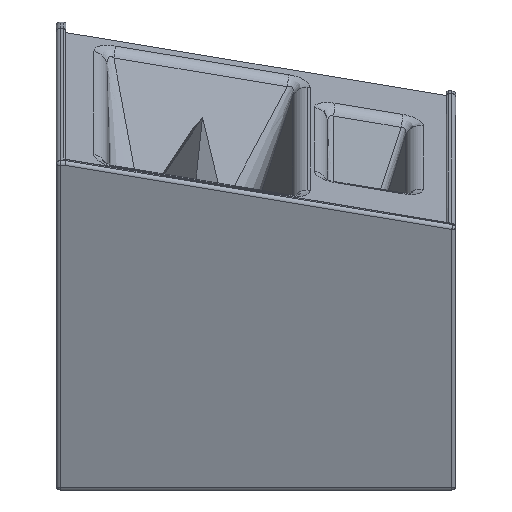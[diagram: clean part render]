
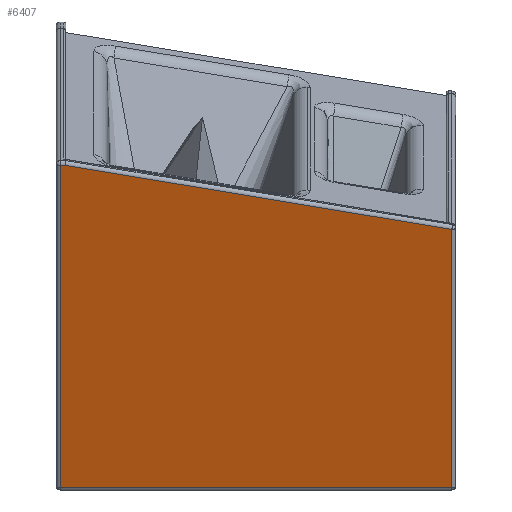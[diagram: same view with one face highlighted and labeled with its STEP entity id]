
A CAD part, left-side view. The second image highlights one B-rep face of the part: STEP entity #6407.
In plain terms, the highlighted planar face has unit normal (-0.94, 0, -0.342).
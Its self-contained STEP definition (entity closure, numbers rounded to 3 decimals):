
#57 = VERTEX_POINT ( 'NONE', #436 ) ;
#162 = ORIENTED_EDGE ( 'NONE', *, *, #2089, .T. ) ;
#436 = CARTESIAN_POINT ( 'NONE',  ( -635.455, 600.102, -114.242 ) ) ;
#554 = LINE ( 'NONE', #2521, #4428 ) ;
#782 = VERTEX_POINT ( 'NONE', #3657 ) ;
#783 = ORIENTED_EDGE ( 'NONE', *, *, #951, .T. ) ;
#920 = CARTESIAN_POINT ( 'NONE',  ( -450.133, 608.577, -623.41 ) ) ;
#951 = EDGE_CURVE ( 'NONE', #57, #782, #2755, .T. ) ;
#1393 = DIRECTION ( 'NONE',  ( -0.059, 0.985, 0.163 ) ) ;
#2001 = CARTESIAN_POINT ( 'NONE',  ( -450.133, -10.5, -623.41 ) ) ;
#2062 = LINE ( 'NONE', #6654, #2803 ) ;
#2071 = ORIENTED_EDGE ( 'NONE', *, *, #6304, .T. ) ;
#2089 = EDGE_CURVE ( 'NONE', #2889, #57, #3391, .T. ) ;
#2126 = FACE_OUTER_BOUND ( 'NONE', #5007, .T. ) ;
#2521 = CARTESIAN_POINT ( 'NONE',  ( -597.838, 608.577, -217.595 ) ) ;
#2560 = VECTOR ( 'NONE', #1393, 1000. ) ;
#2582 = CARTESIAN_POINT ( 'NONE',  ( -599.221, -0.713, -213.793 ) ) ;
#2690 = VECTOR ( 'NONE', #3183, 1000. ) ;
#2755 = LINE ( 'NONE', #3311, #4376 ) ;
#2803 = VECTOR ( 'NONE', #7978, 1000. ) ;
#2889 = VERTEX_POINT ( 'NONE', #4677 ) ;
#3141 = CARTESIAN_POINT ( 'NONE',  ( -450.133, -16.5, -623.41 ) ) ;
#3183 = DIRECTION ( 'NONE',  ( 0., -1., 0. ) ) ;
#3311 = CARTESIAN_POINT ( 'NONE',  ( -635.455, 0., -114.242 ) ) ;
#3391 = LINE ( 'NONE', #2582, #2560 ) ;
#3657 = CARTESIAN_POINT ( 'NONE',  ( -635.455, 608.577, -114.242 ) ) ;
#4376 = VECTOR ( 'NONE', #7949, 1000. ) ;
#4428 = VECTOR ( 'NONE', #7713, 1000. ) ;
#4506 = LINE ( 'NONE', #3141, #2690 ) ;
#4677 = CARTESIAN_POINT ( 'NONE',  ( -598.631, -10.5, -215.415 ) ) ;
#5007 = EDGE_LOOP ( 'NONE', ( #162, #783, #7971, #2071, #6376 ) ) ;
#5497 = VERTEX_POINT ( 'NONE', #920 ) ;
#5659 = AXIS2_PLACEMENT_3D ( 'NONE', #7397, #5955, #6636 ) ;
#5773 = EDGE_CURVE ( 'NONE', #782, #5497, #554, .T. ) ;
#5955 = DIRECTION ( 'NONE',  ( 0.94, 0., 0.342 ) ) ;
#6304 = EDGE_CURVE ( 'NONE', #5497, #7353, #4506, .T. ) ;
#6376 = ORIENTED_EDGE ( 'NONE', *, *, #7073, .T. ) ;
#6407 = ADVANCED_FACE ( 'NONE', ( #2126 ), #7318, .F. ) ;
#6636 = DIRECTION ( 'NONE',  ( 0.342, 0., -0.94 ) ) ;
#6654 = CARTESIAN_POINT ( 'NONE',  ( -597.838, -10.5, -217.595 ) ) ;
#7073 = EDGE_CURVE ( 'NONE', #7353, #2889, #2062, .T. ) ;
#7318 = PLANE ( 'NONE',  #5659 ) ;
#7353 = VERTEX_POINT ( 'NONE', #2001 ) ;
#7397 = CARTESIAN_POINT ( 'NONE',  ( -597.838, 0., -217.595 ) ) ;
#7713 = DIRECTION ( 'NONE',  ( 0.342, 0., -0.94 ) ) ;
#7949 = DIRECTION ( 'NONE',  ( 0., 1., 0. ) ) ;
#7971 = ORIENTED_EDGE ( 'NONE', *, *, #5773, .T. ) ;
#7978 = DIRECTION ( 'NONE',  ( -0.342, 0., 0.94 ) ) ;
